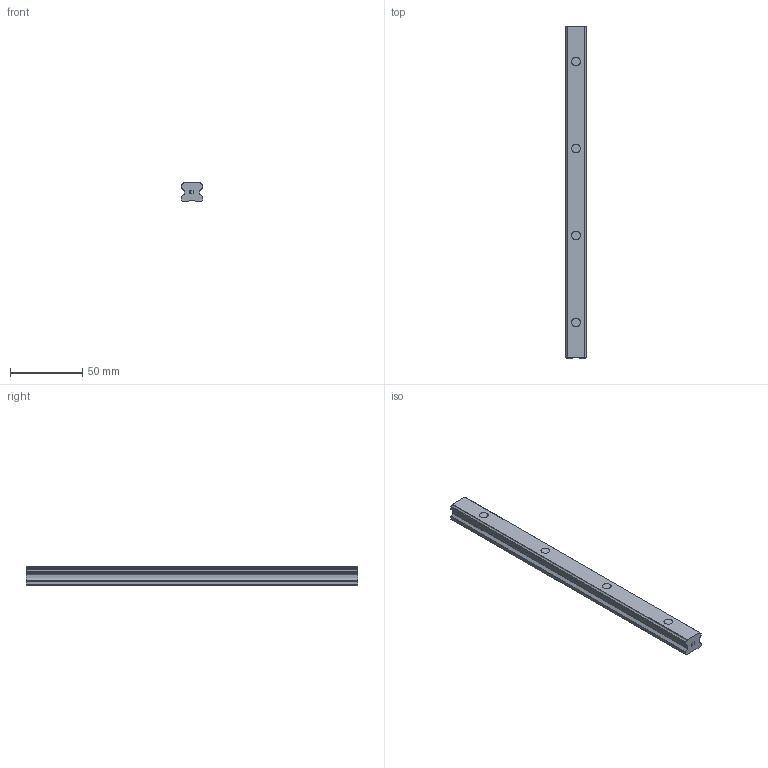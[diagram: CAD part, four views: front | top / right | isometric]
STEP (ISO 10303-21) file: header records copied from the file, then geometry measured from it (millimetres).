
FILE_DESCRIPTION(('STEP AP214'),'1');
FILE_NAME('cctmp_2401E476-1CA0-425A-A768-A3E0903CBBB5_2021_01_11_21_38_06_0276..stp','2021-01-11T20:38:06',('HIWIN GmbH'),('CADClick - www.CADClick.com'),'Spatial InterOp 3D',' ','unknown authorization');
FILE_SCHEMA(('AUTOMOTIVE_DESIGN'));
Length unit declared in the file: millimetre
Products named in the file (1): EGR15R229H_FILE
Bounding box: 15 x 229 x 12.5 mm (x, y, z)
Volume: 36959.5 mm3; surface area: 14017.7 mm2
Topology: 1 solids, 1 shells, 139 faces, 363 edges, 242 vertices
Faces by surface type: plane 97, cylinder 42
Entity records: 5397 total; most frequent: CARTESIAN_POINT 745, DIRECTION 727, ORIENTED_EDGE 726, EDGE_CURVE 363, LINE 279, VECTOR 279, VERTEX_POINT 242, AXIS2_PLACEMENT_3D 224
